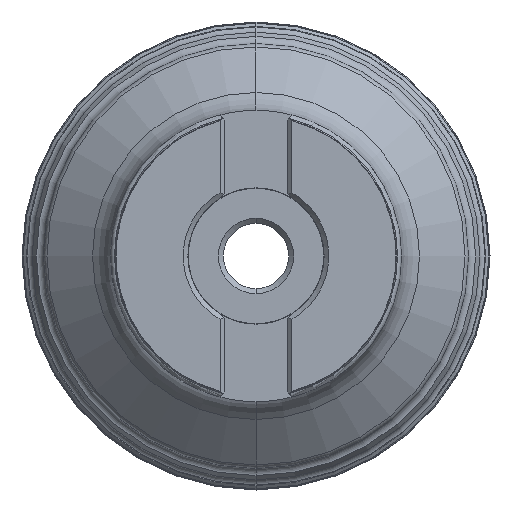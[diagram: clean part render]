
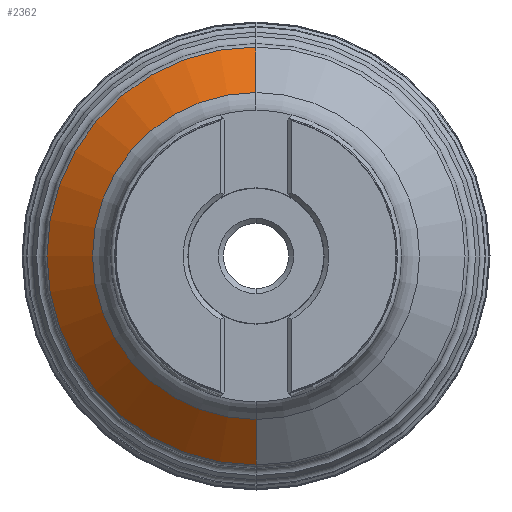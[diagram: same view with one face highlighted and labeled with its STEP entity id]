
A CAD part, left-side view. The second image highlights one B-rep face of the part: STEP entity #2362.
In plain terms, the highlighted conical face has half-angle 50 degrees and reference radius 41.653 mm.
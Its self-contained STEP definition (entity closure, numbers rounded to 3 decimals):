
#101 = LINE ( 'NONE', #713, #104 ) ;
#104 = VECTOR ( 'NONE', #714, 1000. ) ;
#105 = LINE ( 'NONE', #707, #108 ) ;
#106 = CIRCLE ( 'NONE', #3011, 41.653 ) ;
#108 = VECTOR ( 'NONE', #708, 1000. ) ;
#114 = CIRCLE ( 'NONE', #3016, 32.572 ) ;
#436 = DIRECTION ( 'NONE',  ( 0., 0., -1. ) ) ;
#472 = DIRECTION ( 'NONE',  ( 1., 0., 0. ) ) ;
#491 = CARTESIAN_POINT ( 'NONE',  ( -22.67, 0., 0. ) ) ;
#689 = CARTESIAN_POINT ( 'NONE',  ( -22.67, 0., 0. ) ) ;
#690 = DIRECTION ( 'NONE',  ( 1., 0., 0. ) ) ;
#691 = DIRECTION ( 'NONE',  ( 0., 0., -1. ) ) ;
#707 = CARTESIAN_POINT ( 'NONE',  ( -22.67, 0., 41.653 ) ) ;
#708 = DIRECTION ( 'NONE',  ( 0.643, 0., 0.766 ) ) ;
#709 = CARTESIAN_POINT ( 'NONE',  ( -30.29, 0., 0. ) ) ;
#711 = DIRECTION ( 'NONE',  ( 1., 0., 0. ) ) ;
#712 = DIRECTION ( 'NONE',  ( 0., 0., -1. ) ) ;
#713 = CARTESIAN_POINT ( 'NONE',  ( -22.67, 0., -41.653 ) ) ;
#714 = DIRECTION ( 'NONE',  ( 0.643, 0., -0.766 ) ) ;
#1419 = CARTESIAN_POINT ( 'NONE',  ( -30.29, 0., -32.572 ) ) ;
#1435 = VERTEX_POINT ( 'NONE', #1419 ) ;
#1518 = VERTEX_POINT ( 'NONE', #2643 ) ;
#1576 = VERTEX_POINT ( 'NONE', #2625 ) ;
#1579 = VERTEX_POINT ( 'NONE', #2600 ) ;
#1883 = FACE_OUTER_BOUND ( 'NONE', #1972, .T. ) ;
#1886 = CONICAL_SURFACE ( 'NONE', #2960, 41.653, 0.873 ) ;
#1949 = ORIENTED_EDGE ( 'NONE', *, *, #2682, .T. ) ;
#1972 = EDGE_LOOP ( 'NONE', ( #2024, #1949, #2009, #2011 ) ) ;
#2009 = ORIENTED_EDGE ( 'NONE', *, *, #2676, .F. ) ;
#2011 = ORIENTED_EDGE ( 'NONE', *, *, #2684, .F. ) ;
#2024 = ORIENTED_EDGE ( 'NONE', *, *, #2683, .T. ) ;
#2362 = ADVANCED_FACE ( 'NONE', ( #1883 ), #1886, .T. ) ;
#2600 = CARTESIAN_POINT ( 'NONE',  ( -22.67, 0., 41.653 ) ) ;
#2625 = CARTESIAN_POINT ( 'NONE',  ( -30.29, 0., 32.572 ) ) ;
#2643 = CARTESIAN_POINT ( 'NONE',  ( -22.67, 0., -41.653 ) ) ;
#2676 = EDGE_CURVE ( 'NONE', #1518, #1579, #106, .T. ) ;
#2682 = EDGE_CURVE ( 'NONE', #1576, #1579, #105, .T. ) ;
#2683 = EDGE_CURVE ( 'NONE', #1435, #1576, #114, .T. ) ;
#2684 = EDGE_CURVE ( 'NONE', #1435, #1518, #101, .T. ) ;
#2960 = AXIS2_PLACEMENT_3D ( 'NONE', #491, #472, #436 ) ;
#3011 = AXIS2_PLACEMENT_3D ( 'NONE', #689, #690, #691 ) ;
#3016 = AXIS2_PLACEMENT_3D ( 'NONE', #709, #711, #712 ) ;
